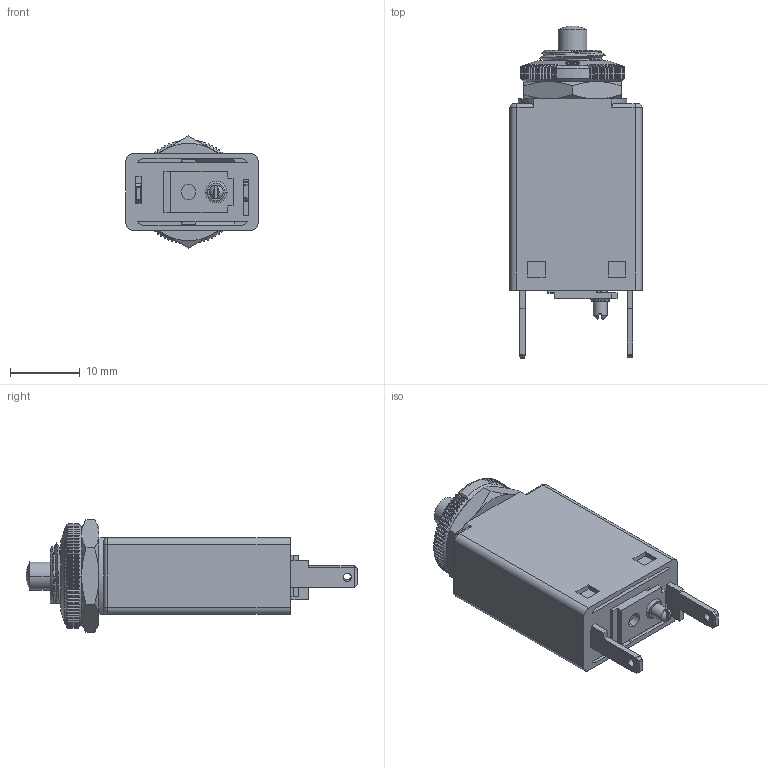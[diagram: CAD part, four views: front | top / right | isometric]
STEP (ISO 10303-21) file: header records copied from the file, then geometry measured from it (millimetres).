
FILE_DESCRIPTION((''),'2;1');
FILE_NAME('DUMMY_106_P30','2024-03-05T14:50:28',('wschmidt'),(''),'CREO PARAMETRIC BY PTC INC, 2022484','CREO PARAMETRIC BY PTC INC, 2022484','');
FILE_SCHEMA(('AUTOMOTIVE_DESIGN { 1 0 10303 214 1 1 1 1 }'));
Products named in the file (1): DUMMY_106_P30
Bounding box: 19 x 47.76 x 16.17 mm (x, y, z)
Volume: 6568.9 mm3; surface area: 4070.3 mm2
Topology: 2 solids, 4 shells, 1234 faces, 3144 edges, 1926 vertices
Faces by surface type: plane 400, cone 316, cylinder 229, torus 153, bspline 122, sphere 14
Entity records: 52204 total; most frequent: CARTESIAN_POINT 23256, ORIENTED_EDGE 6284, DIRECTION 5607, EDGE_CURVE 3142, AXIS2_PLACEMENT_3D 2255, VERTEX_POINT 1926, EDGE_LOOP 1264, FACE_OUTER_BOUND 1234
